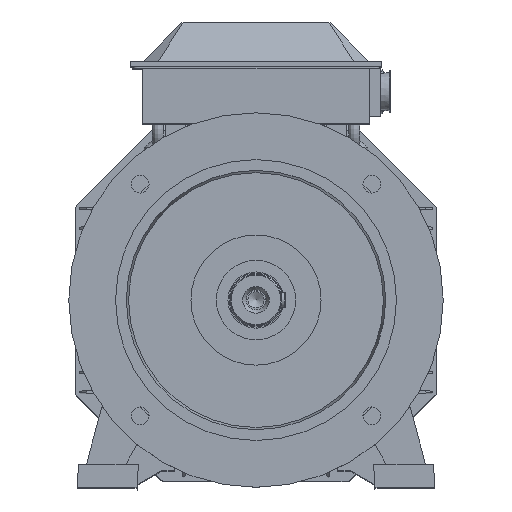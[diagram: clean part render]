
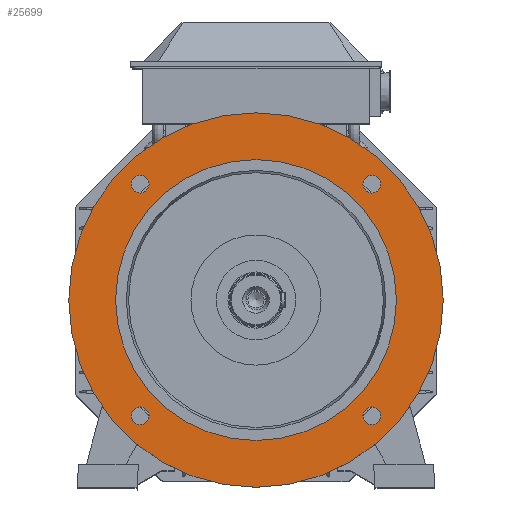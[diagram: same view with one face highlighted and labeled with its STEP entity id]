
A CAD part, top view. The second image highlights one B-rep face of the part: STEP entity #25699.
In plain terms, the highlighted planar face has unit normal (0, 0, 1).
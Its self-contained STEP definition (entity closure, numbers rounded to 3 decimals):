
#24770=CARTESIAN_POINT('',(0.038,150.032,96.532));
#24771=VERTEX_POINT('',#24770);
#24772=CARTESIAN_POINT('',(0.038,0.032,96.566));
#24773=DIRECTION('',(0.,0.,1.));
#24774=DIRECTION('',(0.559,0.829,0.));
#24775=AXIS2_PLACEMENT_3D('',#24772,#24773,#24774);
#24776=CIRCLE('',#24775,150.);
#24777=EDGE_CURVE('',#24771,#24771,#24776,.T.);
#24790=CARTESIAN_POINT('',(133.281,-123.712,96.593));
#24791=VERTEX_POINT('',#24790);
#24792=CARTESIAN_POINT('',(123.781,-123.712,96.593));
#24793=DIRECTION('',(0.,0.,1.));
#24794=DIRECTION('',(0.829,-0.559,0.));
#24795=AXIS2_PLACEMENT_3D('',#24792,#24793,#24794);
#24796=CIRCLE('',#24795,9.5);
#24797=EDGE_CURVE('',#24791,#24791,#24796,.T.);
#25538=CARTESIAN_POINT('',(-123.706,-133.212,96.595));
#25539=VERTEX_POINT('',#25538);
#25540=CARTESIAN_POINT('',(-123.706,-123.712,96.593));
#25541=DIRECTION('',(0.,0.,1.));
#25542=DIRECTION('',(-0.559,-0.829,0.));
#25543=AXIS2_PLACEMENT_3D('',#25540,#25541,#25542);
#25544=CIRCLE('',#25543,9.5);
#25545=EDGE_CURVE('',#25539,#25539,#25544,.T.);
#25566=CARTESIAN_POINT('',(-133.206,123.776,96.538));
#25567=VERTEX_POINT('',#25566);
#25568=CARTESIAN_POINT('',(-123.706,123.776,96.538));
#25569=DIRECTION('',(0.,0.,1.));
#25570=DIRECTION('',(-0.829,0.559,0.));
#25571=AXIS2_PLACEMENT_3D('',#25568,#25569,#25570);
#25572=CIRCLE('',#25571,9.5);
#25573=EDGE_CURVE('',#25567,#25567,#25572,.T.);
#25594=CARTESIAN_POINT('',(123.781,133.276,96.536));
#25595=VERTEX_POINT('',#25594);
#25596=CARTESIAN_POINT('',(123.781,123.776,96.539));
#25597=DIRECTION('',(0.,0.,1.));
#25598=DIRECTION('',(0.559,0.829,0.));
#25599=AXIS2_PLACEMENT_3D('',#25596,#25597,#25598);
#25600=CIRCLE('',#25599,9.5);
#25601=EDGE_CURVE('',#25595,#25595,#25600,.T.);
#25664=CARTESIAN_POINT('',(0.038,200.032,96.521));
#25665=VERTEX_POINT('',#25664);
#25666=CARTESIAN_POINT('',(0.038,0.032,96.566));
#25667=DIRECTION('',(0.,0.,-1.));
#25668=DIRECTION('',(-0.559,0.829,0.));
#25669=AXIS2_PLACEMENT_3D('',#25666,#25667,#25668);
#25670=CIRCLE('',#25669,200.);
#25671=EDGE_CURVE('',#25665,#25665,#25670,.T.);
#25676=CARTESIAN_POINT('',(0.038,240.255,96.512));
#25677=DIRECTION('',(0.,0.,1.));
#25678=DIRECTION('',(1.,0.,0.));
#25679=AXIS2_PLACEMENT_3D('',#25676,#25677,#25678);
#25680=PLANE('',#25679);
#25681=ORIENTED_EDGE('',*,*,#25671,.F.);
#25682=EDGE_LOOP('',(#25681));
#25683=FACE_OUTER_BOUND('',#25682,.T.);
#25684=ORIENTED_EDGE('',*,*,#25545,.F.);
#25685=EDGE_LOOP('',(#25684));
#25686=FACE_BOUND('',#25685,.T.);
#25687=ORIENTED_EDGE('',*,*,#25573,.F.);
#25688=EDGE_LOOP('',(#25687));
#25689=FACE_BOUND('',#25688,.T.);
#25690=ORIENTED_EDGE('',*,*,#25601,.F.);
#25691=EDGE_LOOP('',(#25690));
#25692=FACE_BOUND('',#25691,.T.);
#25693=ORIENTED_EDGE('',*,*,#24797,.F.);
#25694=EDGE_LOOP('',(#25693));
#25695=FACE_BOUND('',#25694,.T.);
#25696=ORIENTED_EDGE('',*,*,#24777,.F.);
#25697=EDGE_LOOP('',(#25696));
#25698=FACE_BOUND('',#25697,.T.);
#25699=ADVANCED_FACE('',(#25683,#25686,#25689,#25692,#25695,#25698),#25680,.T.);
